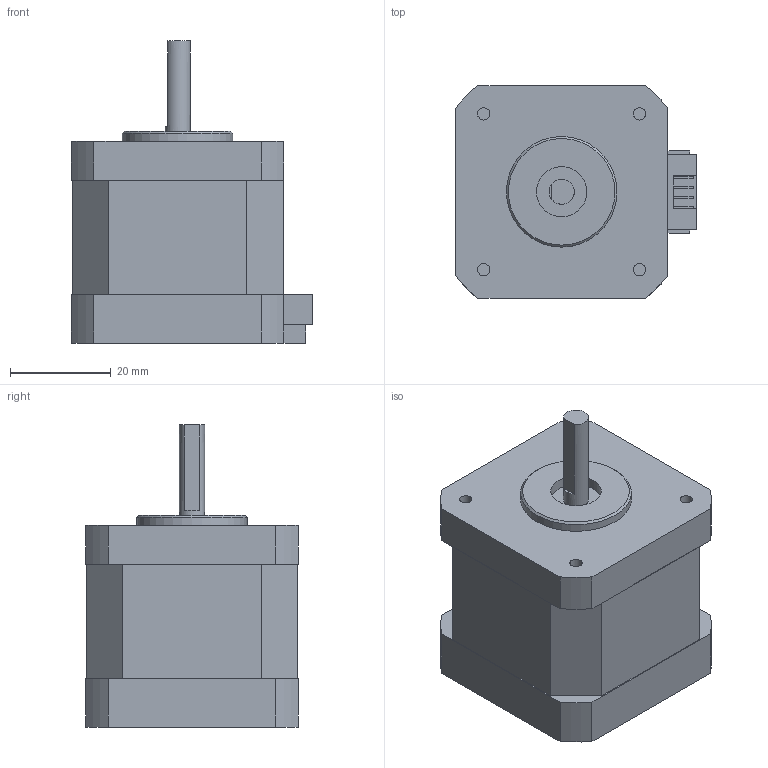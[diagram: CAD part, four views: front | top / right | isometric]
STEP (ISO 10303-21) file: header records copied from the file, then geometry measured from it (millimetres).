
FILE_DESCRIPTION(('FreeCAD Model'),'2;1');
FILE_NAME('NEMA-17_Stepper_Motor_40mm-with-connector.step', '2014-11-30T11:32:33',('FreeCAD'),('FreeCAD'), 'Open CASCADE STEP processor 6.7','FreeCAD','Unknown');
FILE_SCHEMA(('AUTOMOTIVE_DESIGN_CC2 { 1 2 10303 214 -1 1 5 4 }'));
Length unit declared in the file: millimetre
Products named in the file (1): Motor-with-connector-final
Bounding box: 48 x 42.3 x 60.1 mm (x, y, z)
Volume: 69265.2 mm3; surface area: 11173.1 mm2
Topology: 1 solids, 1 shells, 110 faces, 261 edges, 172 vertices
Faces by surface type: plane 89, cylinder 20, cone 1
Full cylindrical faces by diameter (mm): 2.45 x4, 3 x4, 5 x1, 9 x1, 10 x1, 22 x1
Entity records: 7369 total; most frequent: CARTESIAN_POINT 1366, DIRECTION 944, LINE 630, VECTOR 630, ORIENTED_EDGE 522, PCURVE 522, DEFINITIONAL_REPRESENTATION 522, EDGE_CURVE 261
